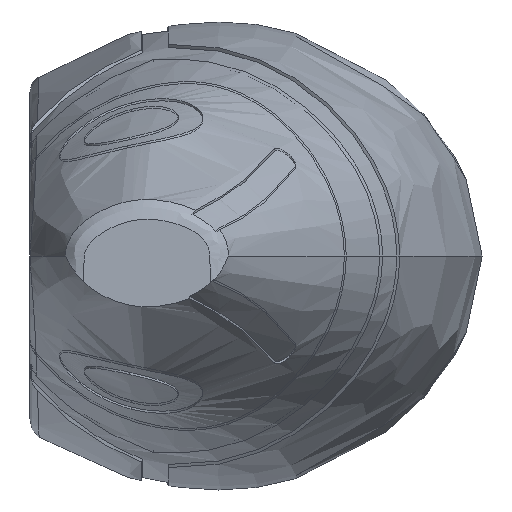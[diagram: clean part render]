
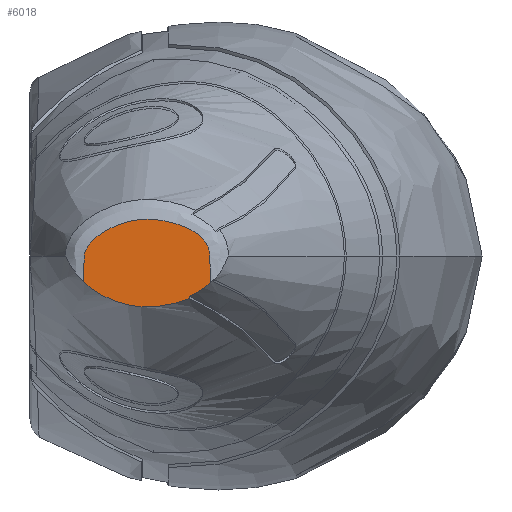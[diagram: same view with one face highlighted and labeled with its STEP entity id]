
A CAD part, left-side view. The second image highlights one B-rep face of the part: STEP entity #6018.
In plain terms, the highlighted free-form (B-spline) face has degree [1, 1] with [2, 2] control points.
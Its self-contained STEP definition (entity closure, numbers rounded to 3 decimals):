
#1993 = VERTEX_POINT('',#1994);
#1994 = CARTESIAN_POINT('',(0.,-9.399,
    -3.549));
#2019 = EDGE_CURVE('',#1993,#2020,#2022,.T.);
#2020 = VERTEX_POINT('',#2021);
#2021 = CARTESIAN_POINT('',(0.,-0.803,
    -2.176));
#2022 = B_SPLINE_CURVE_WITH_KNOTS('',3,(#2023,#2024,#2025,#2026,#2027,
    #2028,#2029,#2030,#2031,#2032,#2033,#2034,#2035,#2036,#2037,#2038,
    #2039,#2040,#2041,#2042),.UNSPECIFIED.,.F.,.F.,(4,2,2,2,2,2,2,2,2,4)
  ,(0.005,0.007,0.008,
    0.009,0.011,0.012,
    0.013,0.015,0.015,
    0.016),.UNSPECIFIED.);
#2023 = CARTESIAN_POINT('',(0.,-9.399,
    -3.549));
#2024 = CARTESIAN_POINT('',(0.,-9.047,
    -3.699));
#2025 = CARTESIAN_POINT('',(0.,-8.683,
    -3.821));
#2026 = CARTESIAN_POINT('',(0.,-7.939,
    -4.02));
#2027 = CARTESIAN_POINT('',(0.,-7.56,
    -4.097));
#2028 = CARTESIAN_POINT('',(0.,-6.8,
    -4.207));
#2029 = CARTESIAN_POINT('',(0.,-6.419,
    -4.242));
#2030 = CARTESIAN_POINT('',(0.,-5.65,
    -4.251));
#2031 = CARTESIAN_POINT('',(0.,-5.26,
    -4.221));
#2032 = CARTESIAN_POINT('',(0.,-4.503,
    -4.1));
#2033 = CARTESIAN_POINT('',(0.,-4.132,
    -4.011));
#2034 = CARTESIAN_POINT('',(0.,-3.403,
    -3.785));
#2035 = CARTESIAN_POINT('',(0.,-3.045,
    -3.646));
#2036 = CARTESIAN_POINT('',(0.,-2.345,
    -3.316));
#2037 = CARTESIAN_POINT('',(0.,-2.01,
    -3.128));
#2038 = CARTESIAN_POINT('',(0.,-1.534,
    -2.805));
#2039 = CARTESIAN_POINT('',(0.,-1.379,
    -2.691));
#2040 = CARTESIAN_POINT('',(0.,-1.082,
    -2.446));
#2041 = CARTESIAN_POINT('',(0.,-0.937,
    -2.314));
#2042 = CARTESIAN_POINT('',(0.,-0.803,
    -2.176));
#6018 = ADVANCED_FACE('',(#6019),#6108,.F.);
#6019 = FACE_BOUND('',#6020,.F.);
#6020 = EDGE_LOOP('',(#6021,#6030,#6031,#6080));
#6021 = ORIENTED_EDGE('',*,*,#6022,.F.);
#6022 = EDGE_CURVE('',#1993,#6023,#6025,.T.);
#6023 = VERTEX_POINT('',#6024);
#6024 = CARTESIAN_POINT('',(0.,-9.399,
    -3.375));
#6025 = B_SPLINE_CURVE_WITH_KNOTS('',3,(#6026,#6027,#6028,#6029),
  .UNSPECIFIED.,.F.,.F.,(4,4),(0.,1.),.PIECEWISE_BEZIER_KNOTS.);
#6026 = CARTESIAN_POINT('',(0.,-9.399,
    -3.549));
#6027 = CARTESIAN_POINT('',(0.,-9.399,
    -3.491));
#6028 = CARTESIAN_POINT('',(0.,-9.399,
    -3.433));
#6029 = CARTESIAN_POINT('',(0.,-9.399,
    -3.375));
#6030 = ORIENTED_EDGE('',*,*,#2019,.T.);
#6031 = ORIENTED_EDGE('',*,*,#6032,.F.);
#6032 = EDGE_CURVE('',#6033,#2020,#6035,.T.);
#6033 = VERTEX_POINT('',#6034);
#6034 = CARTESIAN_POINT('',(0.,-11.117,
    -2.253));
#6035 = B_SPLINE_CURVE_WITH_KNOTS('',3,(#6036,#6037,#6038,#6039,#6040,
    #6041,#6042,#6043,#6044,#6045,#6046,#6047,#6048,#6049,#6050,#6051,
    #6052,#6053,#6054,#6055,#6056,#6057,#6058,#6059,#6060,#6061,#6062,
    #6063,#6064,#6065,#6066,#6067,#6068,#6069,#6070,#6071,#6072,#6073,
    #6074,#6075,#6076,#6077,#6078,#6079),.UNSPECIFIED.,.F.,.F.,(4,1,1,2,
    2,2,2,2,2,2,2,2,2,2,2,2,2,2,2,2,2,1,1,4),(0.,0.001,
    0.002,0.002,0.002,
    0.003,0.004,0.005,
    0.006,0.006,0.007,
    0.009,0.01,0.011,
    0.012,0.014,0.015,
    0.016,0.017,0.017,
    0.018,0.018,0.019,
    0.02),.UNSPECIFIED.);
#6036 = CARTESIAN_POINT('',(0.,-11.117,
    -2.253));
#6037 = CARTESIAN_POINT('',(0.,-11.114,
    -1.895));
#6038 = CARTESIAN_POINT('',(0.,-11.11,
    -1.358));
#6039 = CARTESIAN_POINT('',(0.,-11.105,
    -0.731));
#6040 = CARTESIAN_POINT('',(0.,-11.102,
    -0.463));
#6041 = CARTESIAN_POINT('',(0.,-11.101,
    -0.284));
#6042 = CARTESIAN_POINT('',(0.,-11.102,
    -0.194));
#6043 = CARTESIAN_POINT('',(0.,-11.091,
    0.074));
#6044 = CARTESIAN_POINT('',(0.,-11.066,
    0.252));
#6045 = CARTESIAN_POINT('',(0.,-10.971,
    0.593));
#6046 = CARTESIAN_POINT('',(0.,-10.899,
    0.76));
#6047 = CARTESIAN_POINT('',(0.,-10.628,
    1.219));
#6048 = CARTESIAN_POINT('',(0.,-10.37,
    1.476));
#6049 = CARTESIAN_POINT('',(0.,-9.944,
    1.796));
#6050 = CARTESIAN_POINT('',(0.,-9.794,
    1.894));
#6051 = CARTESIAN_POINT('',(0.,-9.485,
    2.071));
#6052 = CARTESIAN_POINT('',(0.,-9.326,
    2.151));
#6053 = CARTESIAN_POINT('',(0.,-8.843,
    2.369));
#6054 = CARTESIAN_POINT('',(0.,-8.51,
    2.487));
#6055 = CARTESIAN_POINT('',(0.,-7.827,
    2.683));
#6056 = CARTESIAN_POINT('',(0.,-7.479,
    2.759));
#6057 = CARTESIAN_POINT('',(0.,-6.783,
    2.87));
#6058 = CARTESIAN_POINT('',(0.,-6.432,
    2.908));
#6059 = CARTESIAN_POINT('',(0.,-5.724,
    2.92));
#6060 = CARTESIAN_POINT('',(0.,-5.364,
    2.89));
#6061 = CARTESIAN_POINT('',(0.,-4.667,
    2.774));
#6062 = CARTESIAN_POINT('',(0.,-4.325,
    2.69));
#6063 = CARTESIAN_POINT('',(0.,-3.653,
    2.476));
#6064 = CARTESIAN_POINT('',(0.,-3.322,
    2.344));
#6065 = CARTESIAN_POINT('',(0.,-2.681,
    2.032));
#6066 = CARTESIAN_POINT('',(0.,-2.373,
    1.851));
#6067 = CARTESIAN_POINT('',(0.,-1.796,
    1.431));
#6068 = CARTESIAN_POINT('',(0.,-1.531,
    1.196));
#6069 = CARTESIAN_POINT('',(0.,-1.195,
    0.777));
#6070 = CARTESIAN_POINT('',(0.,-1.096,
    0.628));
#6071 = CARTESIAN_POINT('',(0.,-0.938,
    0.308));
#6072 = CARTESIAN_POINT('',(0.,-0.88,
    0.135));
#6073 = CARTESIAN_POINT('',(0.,-0.844,
    -0.127));
#6074 = CARTESIAN_POINT('',(0.,-0.843,
    -0.216));
#6075 = CARTESIAN_POINT('',(0.,-0.839,
    -0.395));
#6076 = CARTESIAN_POINT('',(0.,-0.834,
    -0.662));
#6077 = CARTESIAN_POINT('',(0.,-0.821,
    -1.285));
#6078 = CARTESIAN_POINT('',(0.,-0.81,
    -1.82));
#6079 = CARTESIAN_POINT('',(0.,-0.803,
    -2.176));
#6080 = ORIENTED_EDGE('',*,*,#6081,.T.);
#6081 = EDGE_CURVE('',#6033,#6023,#6082,.T.);
#6082 = B_SPLINE_CURVE_WITH_KNOTS('',3,(#6083,#6084,#6085,#6086,#6087,
    #6088,#6089,#6090,#6091,#6092,#6093,#6094,#6095,#6096,#6097,#6098,
    #6099,#6100,#6101,#6102,#6103,#6104,#6105,#6106,#6107),
  .UNSPECIFIED.,.F.,.F.,(4,1,2,2,1,1,2,2,2,2,2,2,2,4),(0.151,
    0.177,0.191,0.204,0.257,
    0.363,0.469,0.575,0.682,
    0.735,0.748,0.761,0.788,1.),
  .UNSPECIFIED.);
#6083 = CARTESIAN_POINT('',(0.,-11.117,
    -2.253));
#6084 = CARTESIAN_POINT('',(0.,-11.101,
    -2.27));
#6085 = CARTESIAN_POINT('',(0.,-11.075,
    -2.295));
#6086 = CARTESIAN_POINT('',(0.,-11.049,
    -2.321));
#6087 = CARTESIAN_POINT('',(0.,-11.031,
    -2.338));
#6088 = CARTESIAN_POINT('',(0.,-11.022,
    -2.347));
#6089 = CARTESIAN_POINT('',(0.,-10.987,
    -2.38));
#6090 = CARTESIAN_POINT('',(0.,-10.9,
    -2.461));
#6091 = CARTESIAN_POINT('',(0.,-10.742,
    -2.595));
#6092 = CARTESIAN_POINT('',(0.,-10.6,
    -2.702));
#6093 = CARTESIAN_POINT('',(0.,-10.452,
    -2.808));
#6094 = CARTESIAN_POINT('',(0.,-10.369,
    -2.863));
#6095 = CARTESIAN_POINT('',(0.,-10.216,
    -2.96));
#6096 = CARTESIAN_POINT('',(0.,-10.143,
    -3.004));
#6097 = CARTESIAN_POINT('',(0.,-10.039,
    -3.063));
#6098 = CARTESIAN_POINT('',(0.,-10.006,
    -3.081));
#6099 = CARTESIAN_POINT('',(0.,-9.965,
    -3.103));
#6100 = CARTESIAN_POINT('',(0.,-9.957,
    -3.108));
#6101 = CARTESIAN_POINT('',(0.,-9.941,
    -3.116));
#6102 = CARTESIAN_POINT('',(0.,-9.929,
    -3.123));
#6103 = CARTESIAN_POINT('',(0.,-9.898,
    -3.139));
#6104 = CARTESIAN_POINT('',(0.,-9.878,
    -3.15));
#6105 = CARTESIAN_POINT('',(0.,-9.693,
    -3.245));
#6106 = CARTESIAN_POINT('',(0.,-9.54,
    -3.316));
#6107 = CARTESIAN_POINT('',(0.,-9.399,
    -3.375));
#6108 = B_SPLINE_SURFACE_WITH_KNOTS('',1,1,(
    (#6109,#6110)
    ,(#6111,#6112
    )),.UNSPECIFIED.,.F.,.F.,.F.,(2,2),(2,2),(0.922,
    12.765),(-3.353,4.881),
  .PIECEWISE_BEZIER_KNOTS.);
#6109 = CARTESIAN_POINT('',(0.,-0.803,
    2.92));
#6110 = CARTESIAN_POINT('',(0.,-0.803,
    -4.251));
#6111 = CARTESIAN_POINT('',(0.,-11.117,
    2.92));
#6112 = CARTESIAN_POINT('',(0.,-11.117,
    -4.251));
